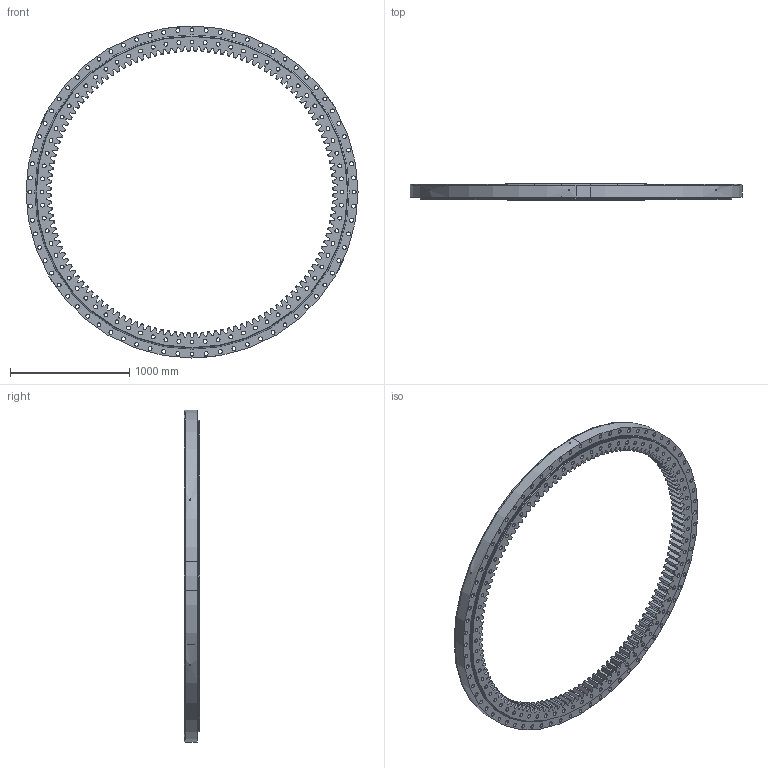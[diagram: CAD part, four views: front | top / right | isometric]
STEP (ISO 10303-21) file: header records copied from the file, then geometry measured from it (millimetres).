
FILE_DESCRIPTION (( 'STEP AP203' ), '1' );
FILE_NAME ('02-2618-00.STEP', '2017-12-26T14:11:18', ( 'defontaine' ), ( 'Hewlett-Packard Company' ), 'SwSTEP 2.0', 'SolidWorks 2016', '' );
FILE_SCHEMA (( 'CONFIG_CONTROL_DESIGN' ));
Length unit declared in the file: millimetre
Products named in the file (1): 02-2618-00
Bounding box: 2785 x 130 x 2785 mm (x, y, z)
Volume: 146537121.2 mm3; surface area: 10306291.2 mm2
Topology: 5 solids, 5 shells, 1165 faces, 3436 edges, 2279 vertices
Faces by surface type: cylinder 583, cone 284, plane 278, torus 18, sphere 2
Entity records: 40694 total; most frequent: CARTESIAN_POINT 8673, ORIENTED_EDGE 6838, DIRECTION 6671, EDGE_CURVE 3419, AXIS2_PLACEMENT_3D 2638, VERTEX_POINT 2276, EDGE_LOOP 1473, CIRCLE 1472
